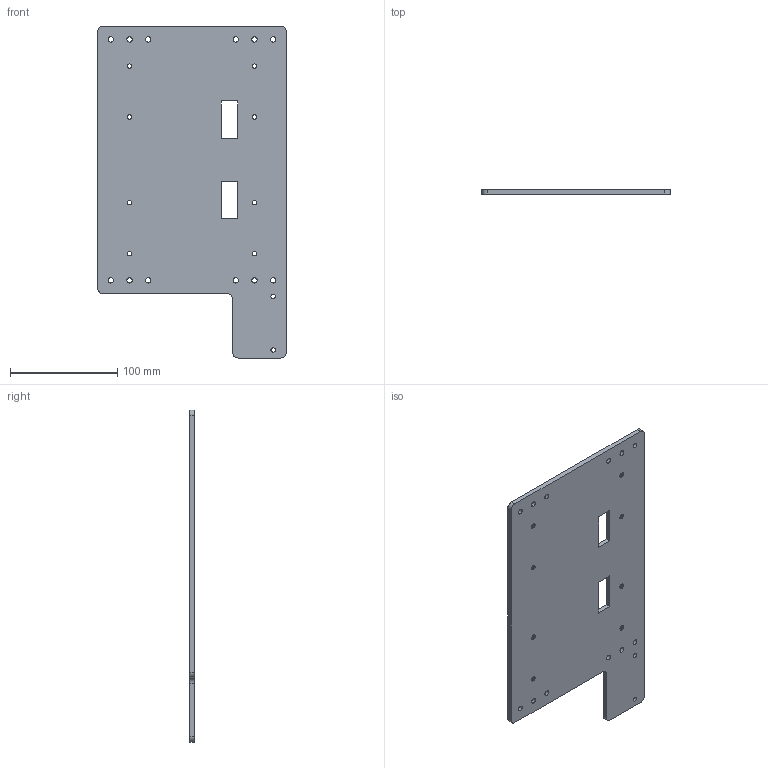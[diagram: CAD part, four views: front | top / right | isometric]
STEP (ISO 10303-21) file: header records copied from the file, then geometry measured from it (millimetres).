
FILE_DESCRIPTION (( 'STEP AP214' ), '1' );
FILE_NAME ('Top_plate.STEP', '2025-05-06T11:13:07', ( '' ), ( '' ), 'SwSTEP 2.0', 'SolidWorks 2024', '' );
FILE_SCHEMA (( 'AUTOMOTIVE_DESIGN' ));
Length unit declared in the file: millimetre
Products named in the file (1): Top_plate
Bounding box: 176 x 4.5 x 310 mm (x, y, z)
Volume: 204905.1 mm3; surface area: 98092.7 mm2
Topology: 1 solids, 1 shells, 186 faces, 537 edges, 353 vertices
Faces by surface type: cylinder 138, plane 24, bspline 24
Entity records: 18314 total; most frequent: CARTESIAN_POINT 13961, ORIENTED_EDGE 1074, DIRECTION 738, EDGE_CURVE 537, VERTEX_POINT 353, AXIS2_PLACEMENT_3D 267, EDGE_LOOP 234, LINE 204
